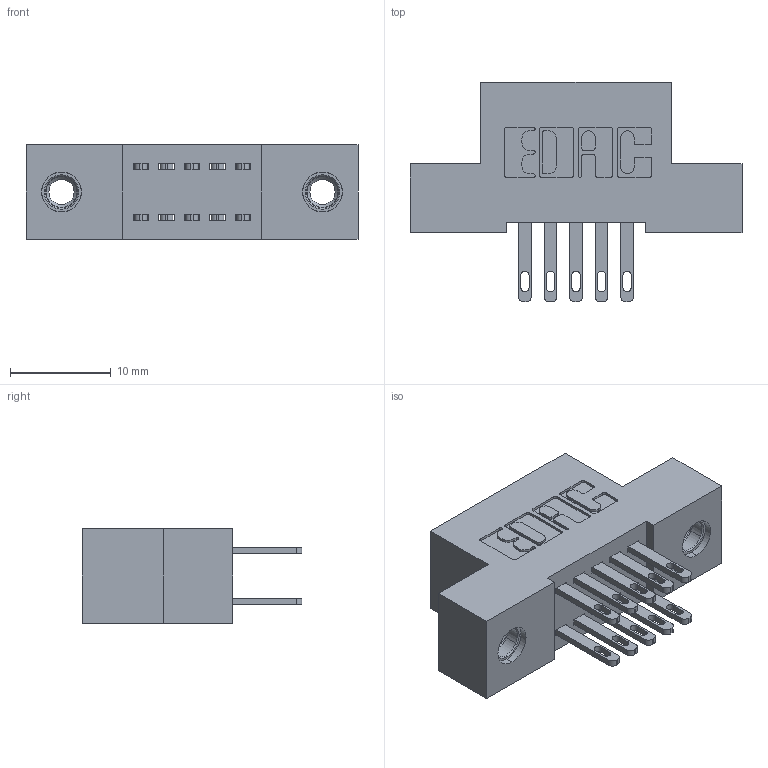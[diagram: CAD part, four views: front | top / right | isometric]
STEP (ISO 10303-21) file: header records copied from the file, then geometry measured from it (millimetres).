
FILE_DESCRIPTION (( 'STEP AP203' ), '1' );
FILE_NAME ('342-010-500-207.STEP', '2019-10-01T13:41:53', ( '' ), ( '' ), 'SwSTEP 2.0', 'SolidWorks 2016', '' );
FILE_SCHEMA (( 'CONFIG_CONTROL_DESIGN' ));
Length unit declared in the file: inch
Products named in the file (4): 345-292-001_345-293-100; 345-250-001_345-250-005-103; 342-010-500-207; 342 Part_TI
Assembly tree (13 placements, depth 2):
  342-010-500-207
    342 Part_TI
    345-292-001_345-293-100  x10
    345-250-001_345-250-005-103  x2
Bounding box: 33.02 x 21.85 x 9.4 mm (x, y, z)
Volume: 2809.6 mm3; surface area: 3783.1 mm2
Topology: 13 solids, 13 shells, 650 faces, 1905 edges, 1262 vertices
Faces by surface type: plane 398, cylinder 236, cone 12, torus 4
Entity records: 8986 total; most frequent: CARTESIAN_POINT 1513, ORIENTED_EDGE 1442, DIRECTION 1391, EDGE_CURVE 721, VECTOR 569, LINE 569, VERTEX_POINT 476, AXIS2_PLACEMENT_3D 411
